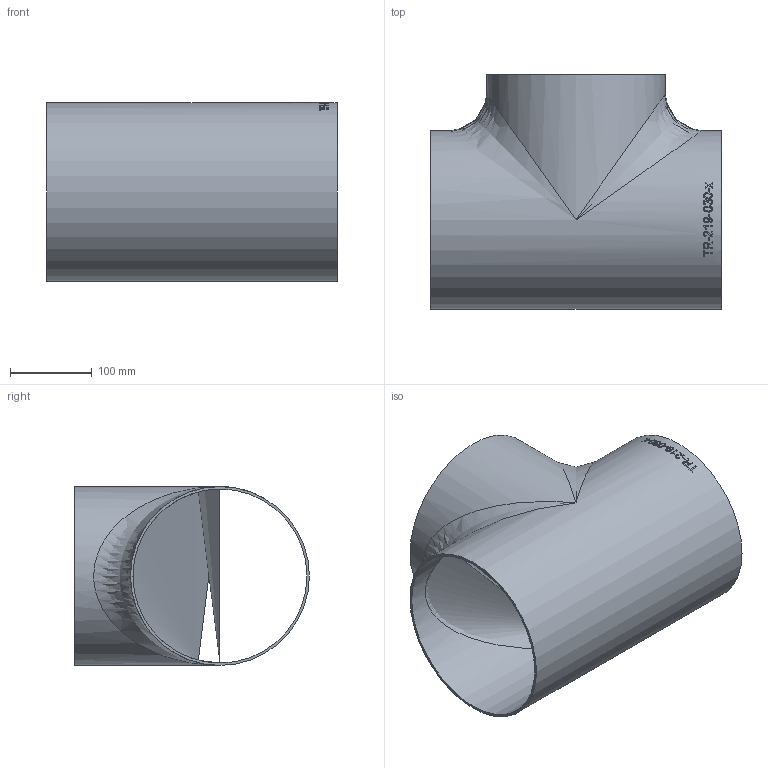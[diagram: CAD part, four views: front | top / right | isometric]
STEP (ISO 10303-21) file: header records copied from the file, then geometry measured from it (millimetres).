
FILE_DESCRIPTION (( 'STEP AP214' ), '1' );
FILE_NAME ('TR-219-030-x T-Stück 219,1x3,0 BL356 1910.STEP', '2019-10-16T09:42:27', ( '' ), ( '' ), 'SwSTEP 2.0', 'SolidWorks 2016', '' );
FILE_SCHEMA (( 'AUTOMOTIVE_DESIGN' ));
Length unit declared in the file: millimetre
Products named in the file (1): TR-219-030-x T-Stück 219,1x3,0 BL356 1910
Bounding box: 356 x 287.55 x 219.1 mm (x, y, z)
Volume: 796186.3 mm3; surface area: 536270.7 mm2
Topology: 1 solids, 1 shells, 153 faces, 409 edges, 264 vertices
Faces by surface type: bspline 88, plane 44, cylinder 21
Full cylindrical faces by diameter (mm): 213.1 x2, 219.1 x2
Entity records: 25390 total; most frequent: CARTESIAN_POINT 20896, ORIENTED_EDGE 778, EDGE_CURVE 389, DIRECTION 303, B_SPLINE_CURVE_WITH_KNOTS 262, VERTEX_POINT 260, EDGE_LOOP 177, FACE_OUTER_BOUND 156
